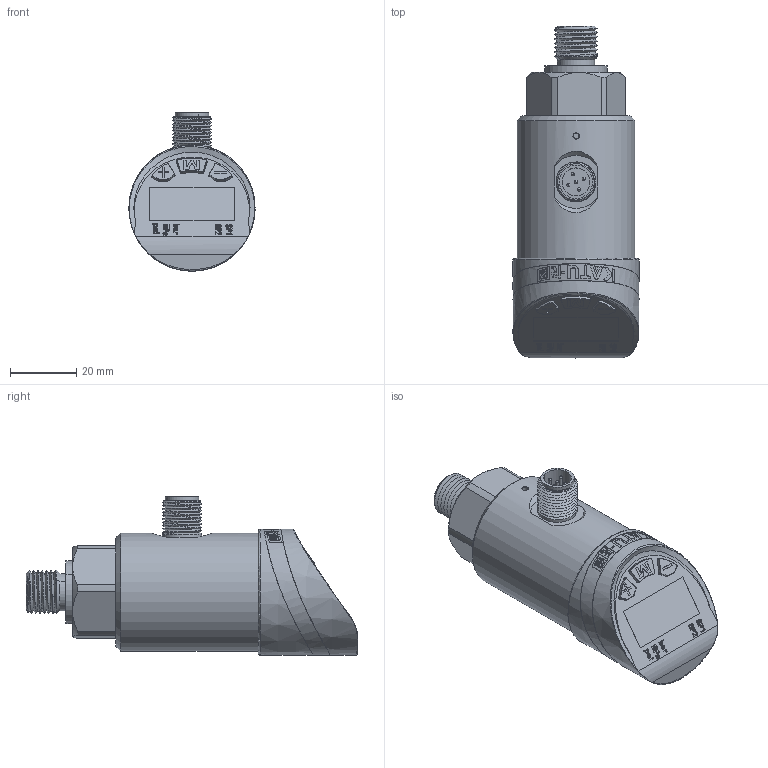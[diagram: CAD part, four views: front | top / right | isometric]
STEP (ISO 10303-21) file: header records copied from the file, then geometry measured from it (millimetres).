
FILE_DESCRIPTION(/* description */ (''),/* implementation_level */ '2;1');
FILE_NAME(/* name */ 'PS500-G14M PS500压力传感器G14外螺纹连接.stp',/* time_stamp */ '2023-02-20T14:57:28+08:00',/* author */ (''),/* organization */ (''),/* preprocessor_version */ 'ST-DEVELOPER v16',/* originating_system */ 'SIEMENS PLM Software NX 10.0',/* authorisation */ '');
FILE_SCHEMA (('CONFIG_CONTROL_DESIGN'));
Length unit declared in the file: millimetre
Products named in the file (7): G14接头_x_t; PS500-R14M_id6_x_t; PS500-R14M_id10_x_t; PS500-R14M_id18_x_t; PS500-R14M_id22_x_t; PS500-R14M_id26_x_t; _stp
Assembly tree (6 placements, depth 2):
  _stp
    PS500-R14M_id26_x_t
    PS500-R14M_id22_x_t
    PS500-R14M_id18_x_t
    PS500-R14M_id10_x_t
    PS500-R14M_id6_x_t
    G14接头_x_t
Bounding box: 38 x 100 x 47.7 mm (x, y, z)
Volume: 54105.7 mm3; surface area: 25295.5 mm2
Topology: 6 solids, 10 shells, 799 faces, 2086 edges, 1366 vertices
Faces by surface type: plane 352, cylinder 137, extrusion 130, cone 81, bspline 58, torus 30, sphere 11
Full cylindrical faces by diameter (mm): 1.689 x1, 2.7 x6, 3.5 x3, 11 x1, 26 x1, 35.5 x2
Entity records: 33769 total; most frequent: CARTESIAN_POINT 14504, ORIENTED_EDGE 4030, DIRECTION 3366, EDGE_CURVE 2015, VERTEX_POINT 1343, AXIS2_PLACEMENT_3D 1141, VECTOR 1084, LINE 954
